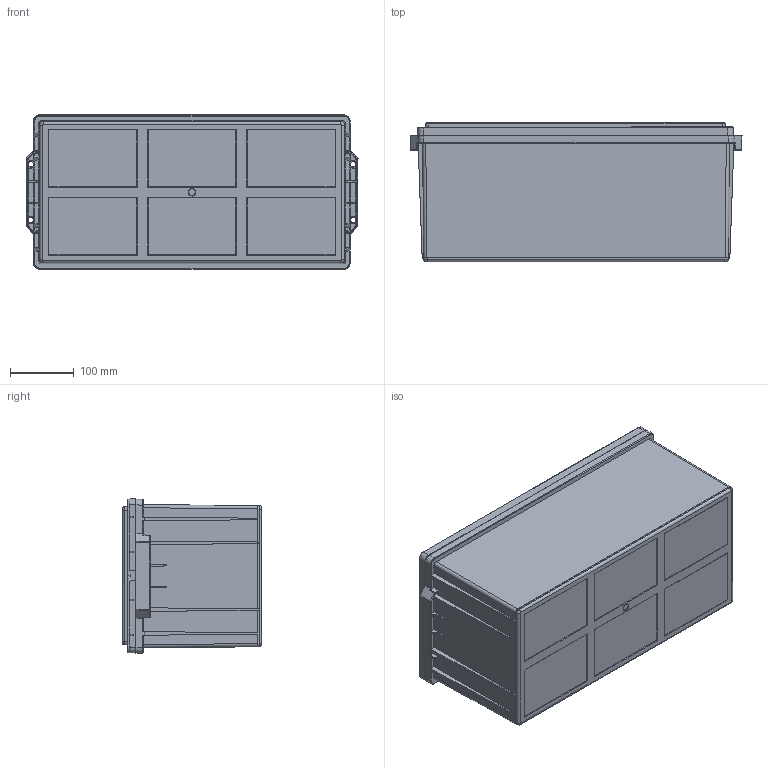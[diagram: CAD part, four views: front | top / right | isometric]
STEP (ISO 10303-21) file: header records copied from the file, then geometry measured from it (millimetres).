
FILE_DESCRIPTION (( 'STEP AP214' ), '1' );
FILE_NAME ('24-100XTREME1 3D Model.STEP', '2023-07-28T15:58:44', ( '' ), ( '' ), 'SwSTEP 2.0', 'SolidWorks 2023', '' );
FILE_SCHEMA (( 'AUTOMOTIVE_DESIGN' ));
Length unit declared in the file: millimetre
Products named in the file (3): 24-100XTREME1_Lid; 24-100XTREME1_Body; 24-100XTREME1 3D Model
Assembly tree (2 placements, depth 2):
  24-100XTREME1 3D Model
    24-100XTREME1_Lid
    24-100XTREME1_Body
Bounding box: 522.08 x 219.56 x 242.7 mm (x, y, z)
Volume: 1900848.4 mm3; surface area: 1184903.4 mm2
Topology: 2 solids, 3 shells, 1406 faces, 3691 edges, 2357 vertices
Faces by surface type: plane 831, cylinder 411, torus 74, cone 46, bspline 36, sphere 8
Entity records: 66504 total; most frequent: CARTESIAN_POINT 17869, ORIENTED_EDGE 7338, DIRECTION 6067, EDGE_CURVE 3669, VERTEX_POINT 2351, LINE 2265, VECTOR 2265, AXIS2_PLACEMENT_3D 1901
